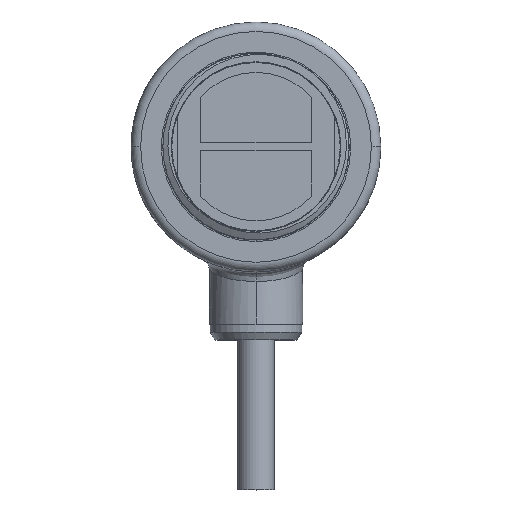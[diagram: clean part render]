
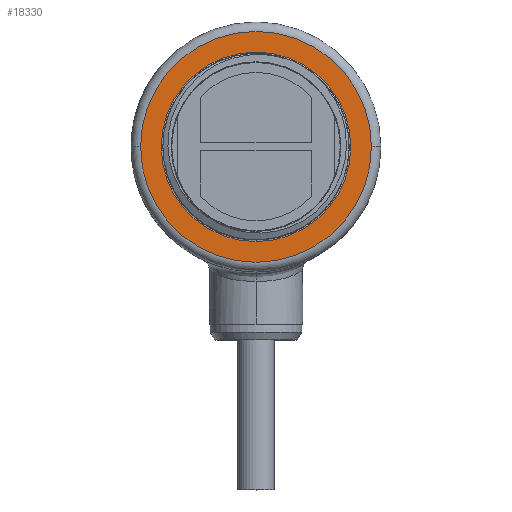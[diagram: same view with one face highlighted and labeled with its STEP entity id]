
A CAD part, top view. The second image highlights one B-rep face of the part: STEP entity #18330.
In plain terms, the highlighted planar face has unit normal (0, 0, 1).
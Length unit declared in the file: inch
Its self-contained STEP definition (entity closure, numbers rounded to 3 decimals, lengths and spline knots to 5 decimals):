
#2459=CARTESIAN_POINT('',(0.,0.,0.45));
#2460=DIRECTION('',(0.,0.,1.));
#2461=DIRECTION('',(1.,0.,0.));
#2462=AXIS2_PLACEMENT_3D('',#2459,#2460,#2461);
#2469=CARTESIAN_POINT('',(0.,0.,0.45));
#2470=DIRECTION('',(0.,0.,-1.));
#2471=DIRECTION('',(0.,-1.,0.));
#2472=AXIS2_PLACEMENT_3D('',#2469,#2470,#2471);
#2474=CARTESIAN_POINT('',(0.,0.,0.45));
#2475=DIRECTION('',(0.,0.,-1.));
#2476=DIRECTION('',(0.,1.,0.));
#2477=AXIS2_PLACEMENT_3D('',#2474,#2475,#2476);
#2479=CARTESIAN_POINT('',(0.,0.,0.45));
#2480=DIRECTION('',(0.,0.,1.));
#2481=DIRECTION('',(-1.,0.,0.));
#2482=AXIS2_PLACEMENT_3D('',#2479,#2480,#2481);
#14321=CARTESIAN_POINT('',(0.731,0.,0.45));
#14322=CARTESIAN_POINT('',(-0.731,0.,0.45));
#14323=VERTEX_POINT('',#14321);
#14324=VERTEX_POINT('',#14322);
#14443=CARTESIAN_POINT('',(0.,-0.6,0.45));
#14444=CARTESIAN_POINT('',(0.,0.6,0.45));
#14445=VERTEX_POINT('',#14443);
#14446=VERTEX_POINT('',#14444);
#18314=CARTESIAN_POINT('',(0.,0.,0.45));
#18315=DIRECTION('',(0.,0.,1.));
#18316=DIRECTION('',(1.,0.,0.));
#18317=AXIS2_PLACEMENT_3D('',#18314,#18315,#18316);
#18318=PLANE('',#18317);
#18319=ORIENTED_EDGE('',*,*,#18304,.F.);
#18321=ORIENTED_EDGE('',*,*,#18320,.F.);
#18322=EDGE_LOOP('',(#18319,#18321));
#18323=FACE_OUTER_BOUND('',#18322,.F.);
#18325=ORIENTED_EDGE('',*,*,#18324,.F.);
#18327=ORIENTED_EDGE('',*,*,#18326,.F.);
#18328=EDGE_LOOP('',(#18325,#18327));
#18329=FACE_BOUND('',#18328,.F.);
#18330=ADVANCED_FACE('',(#18323,#18329),#18318,.T.);
#2463=CIRCLE('',#2462,0.731);
#2473=CIRCLE('',#2472,0.6);
#2478=CIRCLE('',#2477,0.6);
#2483=CIRCLE('',#2482,0.731);
#18304=EDGE_CURVE('',#14323,#14324,#2463,.T.);
#18320=EDGE_CURVE('',#14324,#14323,#2483,.T.);
#18324=EDGE_CURVE('',#14445,#14446,#2473,.T.);
#18326=EDGE_CURVE('',#14446,#14445,#2478,.T.);
